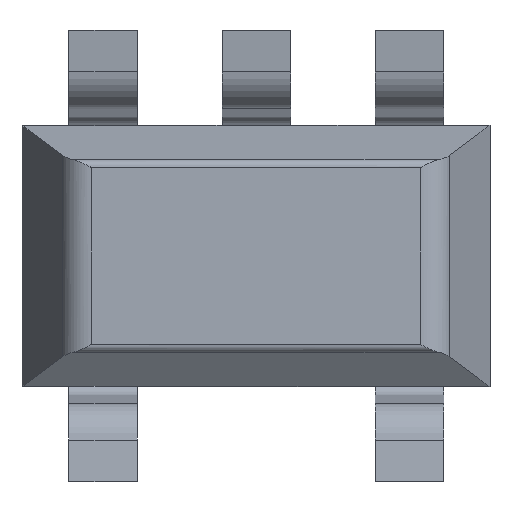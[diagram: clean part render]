
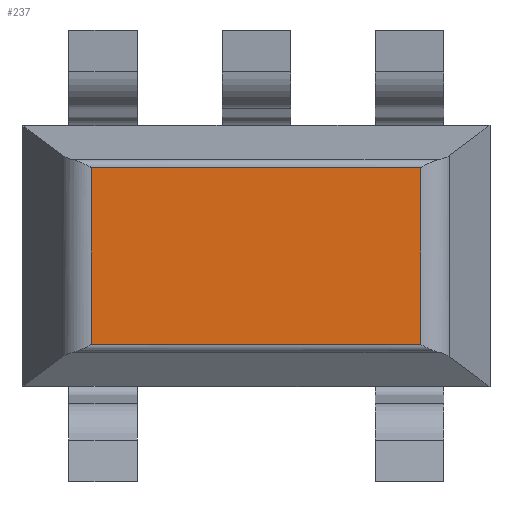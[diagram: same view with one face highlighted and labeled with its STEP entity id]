
A CAD part, front view. The second image highlights one B-rep face of the part: STEP entity #237.
In plain terms, the highlighted planar face has unit normal (0, -1, 0).
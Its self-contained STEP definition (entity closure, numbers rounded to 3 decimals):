
#237=ADVANCED_FACE('',(#476),#477,.T.);
#476=FACE_OUTER_BOUND('',#714,.T.);
#477=PLANE('',#715);
#714=EDGE_LOOP('',(#1399,#1400,#1401,#1402));
#715=AXIS2_PLACEMENT_3D('',#1403,#1404,#1405);
#1399=ORIENTED_EDGE('',*,*,#1752,.F.);
#1400=ORIENTED_EDGE('',*,*,#1772,.T.);
#1401=ORIENTED_EDGE('',*,*,#1734,.F.);
#1402=ORIENTED_EDGE('',*,*,#1770,.F.);
#1403=CARTESIAN_POINT('',(0.0,0.048,0.0));
#1404=DIRECTION('',(0.0,-1.0,0.0));
#1405=DIRECTION('',(0.,0.0,-1.0));
#1734=EDGE_CURVE('',#2156,#2158,#2159,.T.);
#1752=EDGE_CURVE('',#2187,#2189,#2190,.T.);
#1770=EDGE_CURVE('',#2189,#2156,#2214,.T.);
#1772=EDGE_CURVE('',#2187,#2158,#2216,.T.);
#2156=VERTEX_POINT('',#2740);
#2158=VERTEX_POINT('',#2762);
#2159=LINE('',#2763,#2764);
#2187=VERTEX_POINT('',#2836);
#2189=VERTEX_POINT('',#2858);
#2190=LINE('',#2859,#2860);
#2214=LINE('',#2929,#2930);
#2216=LINE('',#2932,#2933);
#2740=CARTESIAN_POINT('',(2.472,0.048,0.548));
#2762=CARTESIAN_POINT('',(2.472,0.048,-0.548));
#2763=CARTESIAN_POINT('',(2.472,0.048,0.));
#2764=VECTOR('',#3224,1.0);
#2836=CARTESIAN_POINT('',(0.428,0.048,-0.548));
#2858=CARTESIAN_POINT('',(0.428,0.048,0.548));
#2859=CARTESIAN_POINT('',(0.428,0.048,0.));
#2860=VECTOR('',#3243,1.0);
#2929=CARTESIAN_POINT('',(0.,0.048,0.548));
#2930=VECTOR('',#3257,1.0);
#2932=CARTESIAN_POINT('',(0.,0.048,-0.548));
#2933=VECTOR('',#3258,1.0);
#3224=DIRECTION('',(0.,0.0,-1.0));
#3243=DIRECTION('',(0.,0.0,1.0));
#3257=DIRECTION('',(1.0,0.0,0.));
#3258=DIRECTION('',(1.0,0.0,0.));
